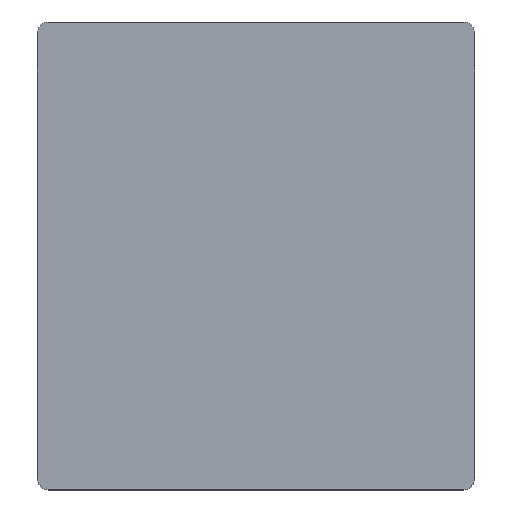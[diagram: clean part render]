
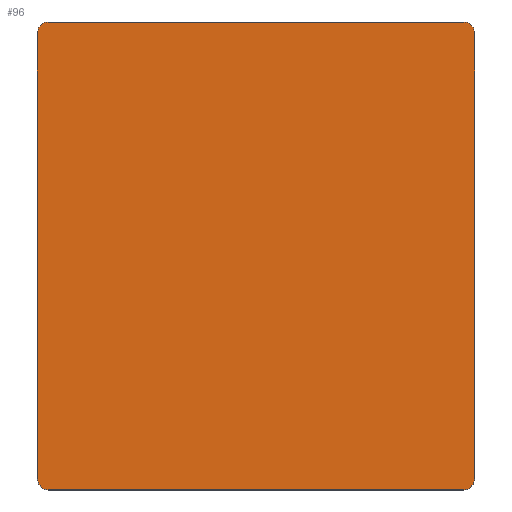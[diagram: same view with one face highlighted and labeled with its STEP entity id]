
A CAD part, top view. The second image highlights one B-rep face of the part: STEP entity #96.
In plain terms, the highlighted planar face has unit normal (0, 0, 1).
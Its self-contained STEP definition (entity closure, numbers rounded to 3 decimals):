
#74=CIRCLE('',#608,2.);
#75=CIRCLE('',#609,2.);
#76=CIRCLE('',#610,2.);
#77=CIRCLE('',#611,2.);
#96=ADVANCED_FACE('',(#146),#133,.T.);
#133=PLANE('',#612);
#146=FACE_OUTER_BOUND('',#183,.T.);
#183=EDGE_LOOP('',(#250,#251,#252,#253,#254,#255,#256,#257));
#250=ORIENTED_EDGE('',*,*,#440,.T.);
#251=ORIENTED_EDGE('',*,*,#458,.T.);
#252=ORIENTED_EDGE('',*,*,#450,.T.);
#253=ORIENTED_EDGE('',*,*,#459,.T.);
#254=ORIENTED_EDGE('',*,*,#422,.T.);
#255=ORIENTED_EDGE('',*,*,#460,.T.);
#256=ORIENTED_EDGE('',*,*,#456,.T.);
#257=ORIENTED_EDGE('',*,*,#461,.T.);
#376=VERTEX_POINT('',#838);
#377=VERTEX_POINT('',#839);
#394=VERTEX_POINT('',#874);
#395=VERTEX_POINT('',#876);
#404=VERTEX_POINT('',#898);
#405=VERTEX_POINT('',#899);
#410=VERTEX_POINT('',#910);
#411=VERTEX_POINT('',#912);
#422=EDGE_CURVE('',#376,#377,#503,.T.);
#440=EDGE_CURVE('',#395,#394,#521,.T.);
#450=EDGE_CURVE('',#404,#405,#531,.T.);
#456=EDGE_CURVE('',#411,#410,#537,.T.);
#458=EDGE_CURVE('',#394,#404,#74,.T.);
#459=EDGE_CURVE('',#405,#376,#75,.T.);
#460=EDGE_CURVE('',#377,#411,#76,.T.);
#461=EDGE_CURVE('',#410,#395,#77,.T.);
#503=LINE('',#837,#552);
#521=LINE('',#875,#570);
#531=LINE('',#897,#580);
#537=LINE('',#911,#586);
#552=VECTOR('',#665,1.);
#570=VECTOR('',#685,1.);
#580=VECTOR('',#701,1.);
#586=VECTOR('',#709,1.);
#608=AXIS2_PLACEMENT_3D('',#915,#713,#714);
#609=AXIS2_PLACEMENT_3D('',#916,#715,#716);
#610=AXIS2_PLACEMENT_3D('',#917,#717,#718);
#611=AXIS2_PLACEMENT_3D('',#918,#719,#720);
#612=AXIS2_PLACEMENT_3D('',#919,#721,#722);
#665=DIRECTION('',(0.,1.,0.));
#685=DIRECTION('',(0.,-1.,0.));
#701=DIRECTION('',(1.,0.,0.));
#709=DIRECTION('',(-1.,0.,0.));
#713=DIRECTION('',(0.,0.,1.));
#714=DIRECTION('',(1.,0.,0.));
#715=DIRECTION('',(0.,0.,1.));
#716=DIRECTION('',(1.,0.,0.));
#717=DIRECTION('',(0.,0.,1.));
#718=DIRECTION('',(1.,0.,0.));
#719=DIRECTION('',(0.,0.,1.));
#720=DIRECTION('',(1.,0.,0.));
#721=DIRECTION('',(0.,0.,1.));
#722=DIRECTION('',(1.,0.,0.));
#837=CARTESIAN_POINT('',(0.,-43.137,40.));
#838=CARTESIAN_POINT('',(0.,-41.137,40.));
#839=CARTESIAN_POINT('',(0.,40.472,40.));
#874=CARTESIAN_POINT('',(-80.,-41.137,40.));
#875=CARTESIAN_POINT('',(-80.,42.472,40.));
#876=CARTESIAN_POINT('',(-80.,40.472,40.));
#897=CARTESIAN_POINT('',(-80.,-43.137,40.));
#898=CARTESIAN_POINT('',(-78.,-43.137,40.));
#899=CARTESIAN_POINT('',(-2.,-43.137,40.));
#910=CARTESIAN_POINT('',(-78.,42.472,40.));
#911=CARTESIAN_POINT('',(0.,42.472,40.));
#912=CARTESIAN_POINT('',(-2.,42.472,40.));
#915=CARTESIAN_POINT('',(-78.,-41.137,40.));
#916=CARTESIAN_POINT('',(-2.,-41.137,40.));
#917=CARTESIAN_POINT('',(-2.,40.472,40.));
#918=CARTESIAN_POINT('',(-78.,40.472,40.));
#919=CARTESIAN_POINT('',(0.,0.,40.));
